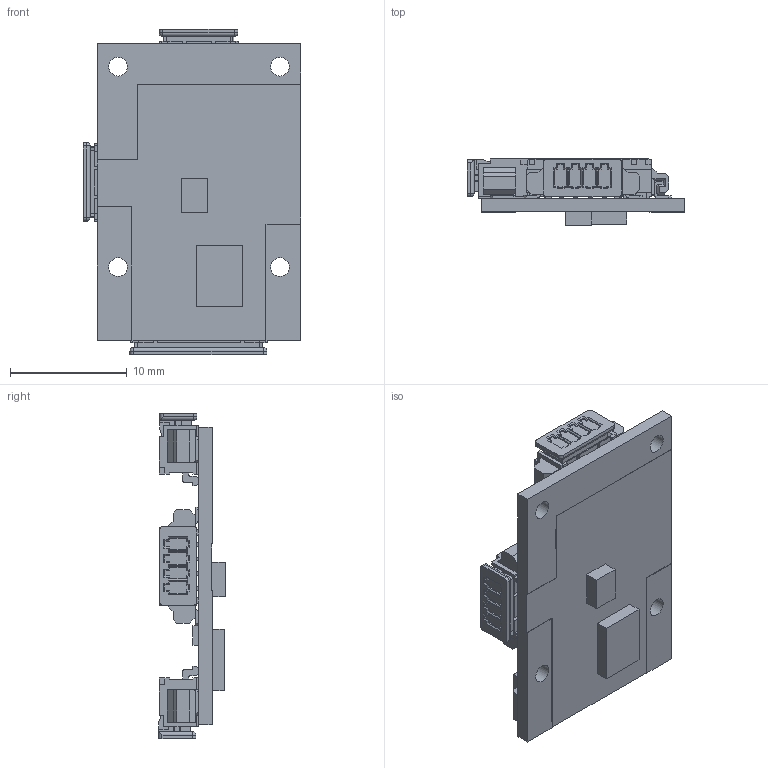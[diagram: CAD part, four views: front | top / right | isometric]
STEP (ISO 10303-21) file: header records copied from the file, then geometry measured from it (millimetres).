
FILE_DESCRIPTION(/* description */ (''),/* implementation_level */ '2;1');
FILE_NAME(/* name */ 'Tito''Microcontroller.stp',/* time_stamp */ '2024-03-19T15:36:55+09:00',/* author */ ('kolin'),/* organization */ (''),/* preprocessor_version */ 'ST-DEVELOPER v19',/* originating_system */ 'Autodesk Inventor 2023',/* authorisation */ '');
FILE_SCHEMA (('AUTOMOTIVE_DESIGN { 1 0 10303 214 3 1 1 }'));
Length unit declared in the file: millimetre
Products named in the file (6): MTB4 Assembly; MTB4; Molex Pico 8 pin; Molex Pico 4 Pin; molex 8pin male; molex 4pin male
Assembly tree (7 placements, depth 2):
  MTB4 Assembly
    MTB4
    Molex Pico 8 pin
    Molex Pico 4 Pin  x2
    molex 8pin male
    molex 4pin male  x2
Bounding box: 18.7 x 5.75 x 27.9 mm (x, y, z)
Volume: 941.4 mm3; surface area: 2408.9 mm2
Topology: 7 solids, 7 shells, 1803 faces, 4869 edges, 3116 vertices
Faces by surface type: plane 1704, cylinder 93, sphere 6
Full cylindrical faces by diameter (mm): 1.6 x4
Entity records: 40180 total; most frequent: CARTESIAN_POINT 7087, ORIENTED_EDGE 7032, DIRECTION 6286, EDGE_CURVE 3516, LINE 3384, VECTOR 3384, VERTEX_POINT 2252, AXIS2_PLACEMENT_3D 1451
